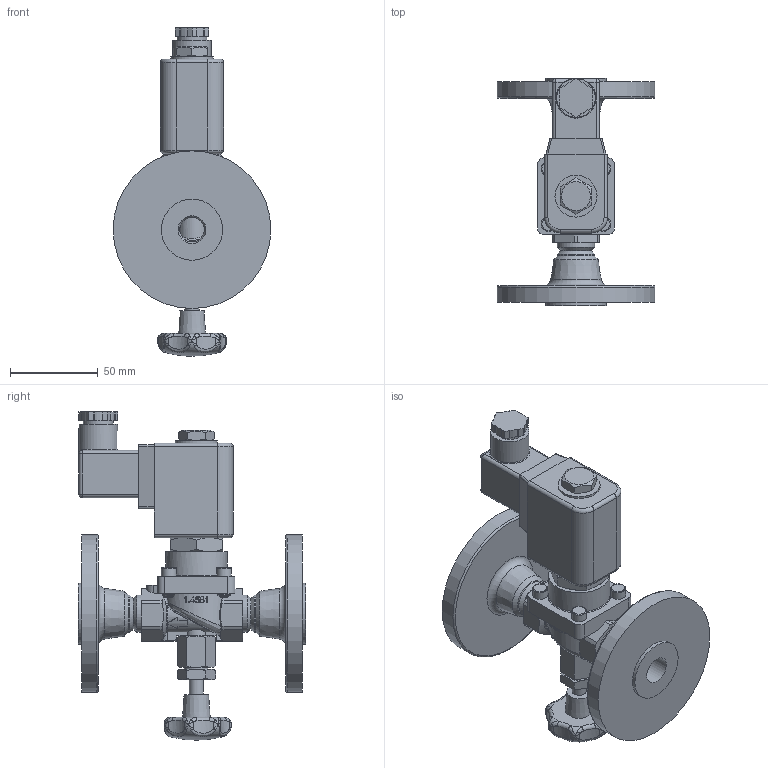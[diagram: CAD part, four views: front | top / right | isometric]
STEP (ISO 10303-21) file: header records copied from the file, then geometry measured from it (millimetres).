
FILE_DESCRIPTION(/* description */ ('3D-Modell'),/* implementation_level */ '2;1');
FILE_NAME(/* name */ '027.001988 E2701-0801-702-Q1.stp',/* time_stamp */ '2023-03-06T15:10:02+01:00',/* author */ ('EToews'),/* organization */ (''),/* preprocessor_version */ 'ST-DEVELOPER v16.1',/* originating_system */ 'Autodesk Inventor 2016',/* authorisation */ '');
FILE_SCHEMA (('AUTOMOTIVE_DESIGN { 1 0 10303 214 3 1 1 }'));
Length unit declared in the file: millimetre
Products named in the file (1): 88-005859
Bounding box: 90 x 130 x 187.43 mm (x, y, z)
Volume: 348877 mm3; surface area: 78122.5 mm2
Topology: 3 solids, 3 shells, 523 faces, 1328 edges, 803 vertices
Faces by surface type: plane 184, cylinder 129, bspline 103, cone 63, torus 36, sphere 8
Full cylindrical faces by diameter (mm): 4 x1, 5 x4, 8 x2, 8.5 x4, 13.5 x1, 13.7 x1, 14 x2, 15.8 x2, 16 x1, 16.5 x1, 17 x1, 17.3 x4, 21.3 x4, 22 x1, 24 x1, 32 x1, 34.9 x2, 35 x1, 90 x2
Entity records: 25971 total; most frequent: CARTESIAN_POINT 14354, ORIENTED_EDGE 2396, DIRECTION 2036, EDGE_CURVE 1196, AXIS2_PLACEMENT_3D 813, VERTEX_POINT 776, EDGE_LOOP 626, STYLED_ITEM 524
